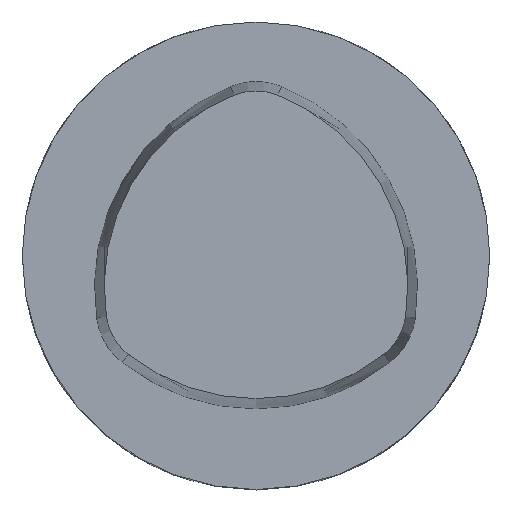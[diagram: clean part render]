
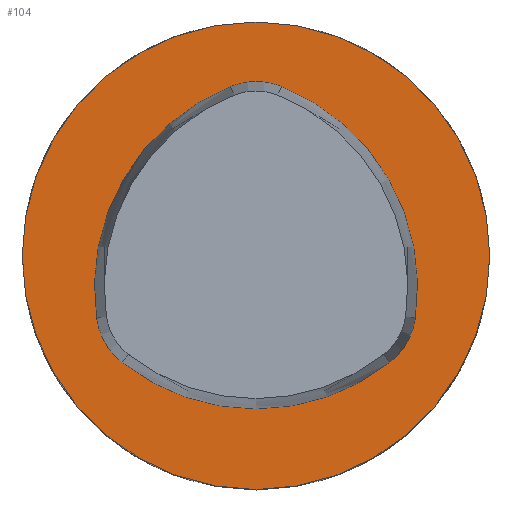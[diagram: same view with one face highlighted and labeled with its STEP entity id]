
A CAD part, top view. The second image highlights one B-rep face of the part: STEP entity #104.
In plain terms, the highlighted planar face has unit normal (0, 0, 1).
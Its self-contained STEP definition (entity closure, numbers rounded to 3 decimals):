
#77=CIRCLE('',#852,20.);
#104=ADVANCED_FACE('',(#185),#151,.T.);
#151=PLANE('',#853);
#185=FACE_OUTER_BOUND('',#229,.T.);
#229=EDGE_LOOP('',(#311));
#311=ORIENTED_EDGE('',*,*,#588,.T.);
#513=VERTEX_POINT('',#1205);
#588=EDGE_CURVE('',#513,#513,#77,.T.);
#852=AXIS2_PLACEMENT_3D('',#1204,#964,#965);
#853=AXIS2_PLACEMENT_3D('',#1206,#966,#967);
#964=DIRECTION('',(0.,0.,1.));
#965=DIRECTION('',(-1.,0.,0.));
#966=DIRECTION('',(0.,0.,1.));
#967=DIRECTION('',(1.,0.,0.));
#1204=CARTESIAN_POINT('',(0.,0.,0.));
#1205=CARTESIAN_POINT('',(-20.,0.,0.));
#1206=CARTESIAN_POINT('',(0.,0.,0.));
